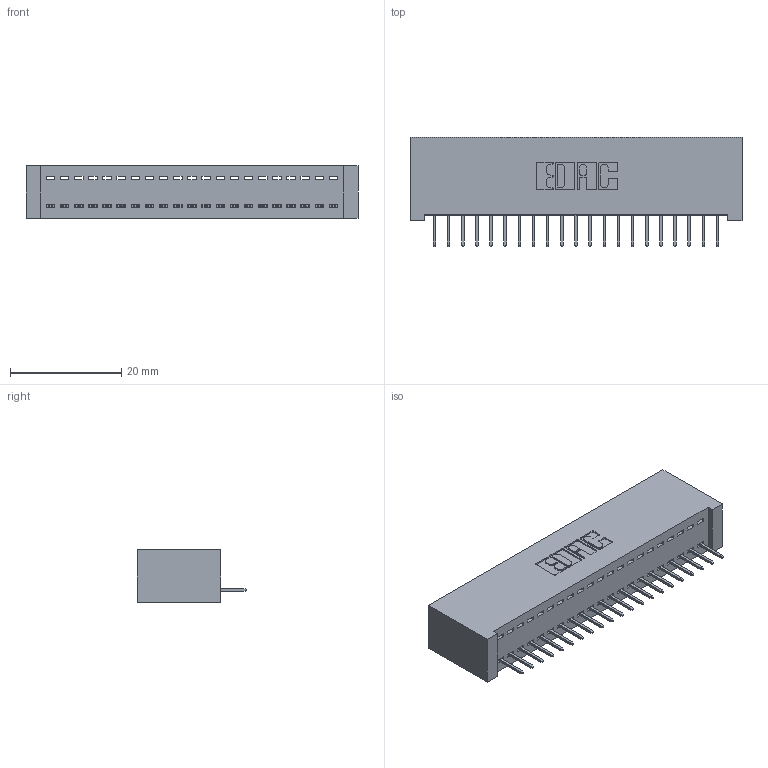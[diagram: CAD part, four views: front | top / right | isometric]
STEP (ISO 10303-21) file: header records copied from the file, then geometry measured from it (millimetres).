
FILE_DESCRIPTION (( 'STEP AP203' ), '1' );
FILE_NAME ('342-021-524-101.STEP', '2019-10-01T21:46:33', ( '' ), ( '' ), 'SwSTEP 2.0', 'SolidWorks 2016', '' );
FILE_SCHEMA (( 'CONFIG_CONTROL_DESIGN' ));
Length unit declared in the file: inch
Products named in the file (3): 342 Part_Lugless; 345-292-001_345-293-124; 342-021-524-101
Assembly tree (22 placements, depth 2):
  342-021-524-101
    342 Part_Lugless
    345-292-001_345-293-124  x21
Bounding box: 59.59 x 19.69 x 9.4 mm (x, y, z)
Volume: 5473.4 mm3; surface area: 7710.9 mm2
Topology: 22 solids, 22 shells, 1404 faces, 4055 edges, 2618 vertices
Faces by surface type: plane 1070, cylinder 334
Entity records: 15219 total; most frequent: CARTESIAN_POINT 2633, ORIENTED_EDGE 2590, DIRECTION 2257, EDGE_CURVE 1295, LINE 1179, VECTOR 1179, VERTEX_POINT 858, AXIS2_PLACEMENT_3D 539
